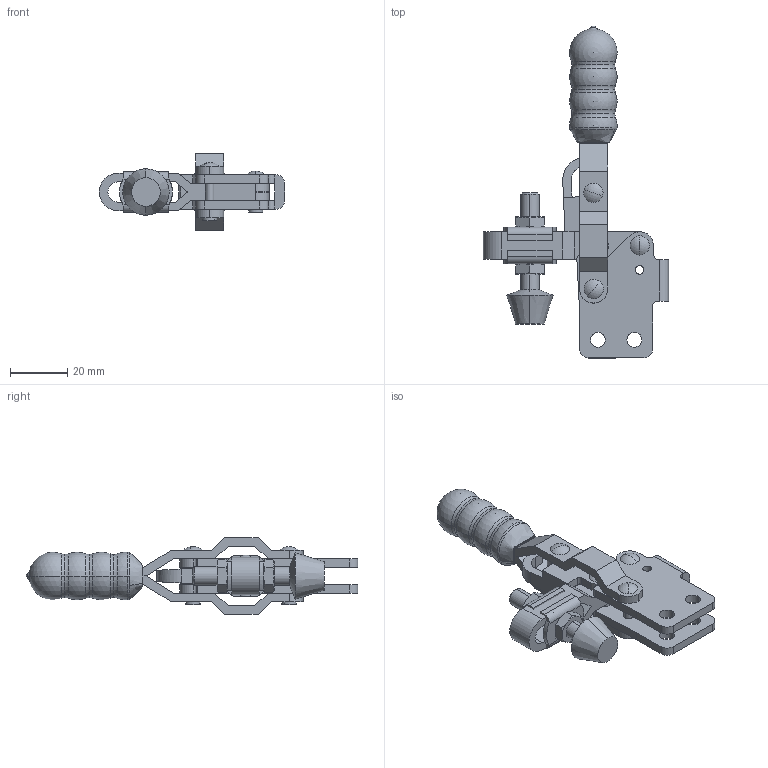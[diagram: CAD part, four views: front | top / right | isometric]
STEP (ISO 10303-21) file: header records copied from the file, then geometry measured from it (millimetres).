
FILE_DESCRIPTION (( 'STEP AP214' ), '1' );
FILE_NAME ('GH-12055-U(Â²¤Æ)-1.STEP', '2020-03-11T03:37:12', ( 'LinWei' ), ( '' ), 'SwSTEP 2.0', 'SolidWorks 2016', '' );
FILE_SCHEMA (( 'AUTOMOTIVE_DESIGN' ));
Length unit declared in the file: millimetre
Products named in the file (6): Group1^GH-12055-U(簡化)-1; Group4^GH-12055-U(簡化)-1; GH-12055-U(簡化)-1; 112505U08-1^GH-12055-U(簡化)-1; Group3^GH-12055-U(簡化)-1; Group5^GH-12055-U(簡化)-1
Assembly tree (5 placements, depth 2):
  GH-12055-U(簡化)-1
    Group4^GH-12055-U(簡化)-1
    Group1^GH-12055-U(簡化)-1
    Group5^GH-12055-U(簡化)-1
    Group3^GH-12055-U(簡化)-1
    112505U08-1^GH-12055-U(簡化)-1
Bounding box: 64.65 x 115.85 x 26.8 mm (x, y, z)
Volume: 26938.8 mm3; surface area: 18821 mm2
Topology: 6 solids, 6 shells, 331 faces, 873 edges, 561 vertices
Faces by surface type: plane 138, cylinder 117, cone 30, sphere 18, torus 16, bspline 12
Entity records: 12679 total; most frequent: CARTESIAN_POINT 3017, DIRECTION 1745, ORIENTED_EDGE 1706, EDGE_CURVE 853, AXIS2_PLACEMENT_3D 667, VERTEX_POINT 549, VECTOR 411, LINE 411
